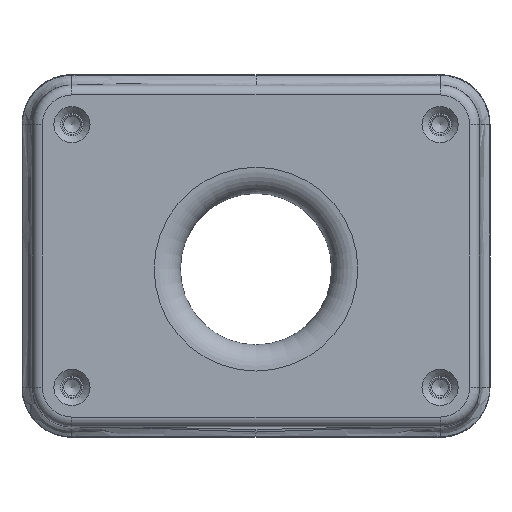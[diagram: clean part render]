
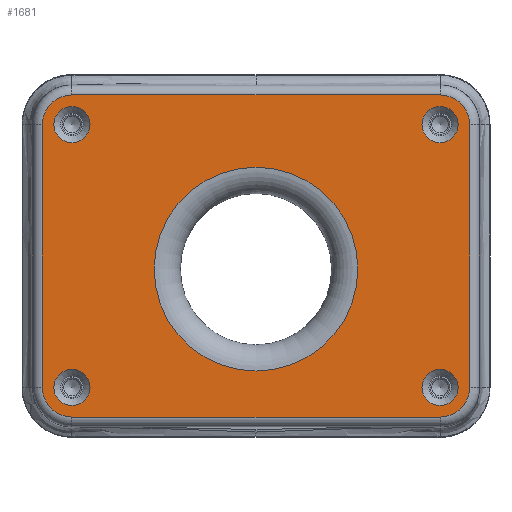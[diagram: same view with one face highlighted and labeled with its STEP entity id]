
A CAD part, front view. The second image highlights one B-rep face of the part: STEP entity #1681.
In plain terms, the highlighted planar face has unit normal (0, -1, 0).
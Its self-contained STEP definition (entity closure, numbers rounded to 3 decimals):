
#1681=ADVANCED_FACE('',(#5191,#5192,#5193,#5194,#5195,#5196),#2336,.F.);
#2336=PLANE('',#15581);
#2896=CIRCLE('',#15572,15.5);
#2897=CIRCLE('',#15573,2.75);
#2898=CIRCLE('',#15574,2.75);
#2899=CIRCLE('',#15575,2.75);
#2900=CIRCLE('',#15576,2.75);
#2901=CIRCLE('',#15577,4.5);
#2902=CIRCLE('',#15578,4.5);
#2903=CIRCLE('',#15579,4.5);
#2904=CIRCLE('',#15580,4.5);
#3640=LINE('',#26258,#4612);
#3641=LINE('',#26262,#4613);
#3642=LINE('',#26266,#4614);
#3643=LINE('',#26270,#4615);
#4612=VECTOR('',#18154,1.);
#4613=VECTOR('',#18157,1.);
#4614=VECTOR('',#18160,1.);
#4615=VECTOR('',#18163,1.);
#5191=FACE_BOUND('',#5842,.T.);
#5192=FACE_BOUND('',#5843,.T.);
#5193=FACE_BOUND('',#5844,.T.);
#5194=FACE_BOUND('',#5845,.T.);
#5195=FACE_BOUND('',#5846,.T.);
#5196=FACE_BOUND('',#5847,.T.);
#5842=EDGE_LOOP('',(#8601));
#5843=EDGE_LOOP('',(#8602));
#5844=EDGE_LOOP('',(#8603));
#5845=EDGE_LOOP('',(#8604));
#5846=EDGE_LOOP('',(#8605));
#5847=EDGE_LOOP('',(#8606,#8607,#8608,#8609,#8610,#8611,#8612,#8613));
#8601=ORIENTED_EDGE('',*,*,#13236,.T.);
#8602=ORIENTED_EDGE('',*,*,#13237,.T.);
#8603=ORIENTED_EDGE('',*,*,#13238,.T.);
#8604=ORIENTED_EDGE('',*,*,#13239,.T.);
#8605=ORIENTED_EDGE('',*,*,#13240,.T.);
#8606=ORIENTED_EDGE('',*,*,#13241,.T.);
#8607=ORIENTED_EDGE('',*,*,#13242,.T.);
#8608=ORIENTED_EDGE('',*,*,#13243,.T.);
#8609=ORIENTED_EDGE('',*,*,#13244,.T.);
#8610=ORIENTED_EDGE('',*,*,#13245,.T.);
#8611=ORIENTED_EDGE('',*,*,#13246,.T.);
#8612=ORIENTED_EDGE('',*,*,#13247,.T.);
#8613=ORIENTED_EDGE('',*,*,#13248,.T.);
#11457=VERTEX_POINT('',#26246);
#11458=VERTEX_POINT('',#26248);
#11459=VERTEX_POINT('',#26250);
#11460=VERTEX_POINT('',#26252);
#11461=VERTEX_POINT('',#26254);
#11462=VERTEX_POINT('',#26256);
#11463=VERTEX_POINT('',#26257);
#11464=VERTEX_POINT('',#26259);
#11465=VERTEX_POINT('',#26261);
#11466=VERTEX_POINT('',#26263);
#11467=VERTEX_POINT('',#26265);
#11468=VERTEX_POINT('',#26267);
#11469=VERTEX_POINT('',#26269);
#13236=EDGE_CURVE('',#11457,#11457,#2896,.T.);
#13237=EDGE_CURVE('',#11458,#11458,#2897,.T.);
#13238=EDGE_CURVE('',#11459,#11459,#2898,.T.);
#13239=EDGE_CURVE('',#11460,#11460,#2899,.T.);
#13240=EDGE_CURVE('',#11461,#11461,#2900,.T.);
#13241=EDGE_CURVE('',#11462,#11463,#2901,.T.);
#13242=EDGE_CURVE('',#11463,#11464,#3640,.T.);
#13243=EDGE_CURVE('',#11464,#11465,#2902,.T.);
#13244=EDGE_CURVE('',#11465,#11466,#3641,.T.);
#13245=EDGE_CURVE('',#11466,#11467,#2903,.T.);
#13246=EDGE_CURVE('',#11467,#11468,#3642,.T.);
#13247=EDGE_CURVE('',#11468,#11469,#2904,.T.);
#13248=EDGE_CURVE('',#11469,#11462,#3643,.T.);
#15572=AXIS2_PLACEMENT_3D('',#26245,#18142,#18143);
#15573=AXIS2_PLACEMENT_3D('',#26247,#18144,#18145);
#15574=AXIS2_PLACEMENT_3D('',#26249,#18146,#18147);
#15575=AXIS2_PLACEMENT_3D('',#26251,#18148,#18149);
#15576=AXIS2_PLACEMENT_3D('',#26253,#18150,#18151);
#15577=AXIS2_PLACEMENT_3D('',#26255,#18152,#18153);
#15578=AXIS2_PLACEMENT_3D('',#26260,#18155,#18156);
#15579=AXIS2_PLACEMENT_3D('',#26264,#18158,#18159);
#15580=AXIS2_PLACEMENT_3D('',#26268,#18161,#18162);
#15581=AXIS2_PLACEMENT_3D('',#26271,#18164,#18165);
#18142=DIRECTION('',(0.,1.,0.));
#18143=DIRECTION('',(0.,0.,1.));
#18144=DIRECTION('',(0.,1.,0.));
#18145=DIRECTION('',(0.,0.,1.));
#18146=DIRECTION('',(0.,1.,0.));
#18147=DIRECTION('',(0.,0.,1.));
#18148=DIRECTION('',(0.,1.,0.));
#18149=DIRECTION('',(0.,0.,1.));
#18150=DIRECTION('',(0.,1.,0.));
#18151=DIRECTION('',(0.,0.,1.));
#18152=DIRECTION('',(0.,-1.,0.));
#18153=DIRECTION('',(0.,0.,1.));
#18154=DIRECTION('',(-1.,0.,0.));
#18155=DIRECTION('',(0.,-1.,0.));
#18156=DIRECTION('',(0.,0.,1.));
#18157=DIRECTION('',(0.,0.,-1.));
#18158=DIRECTION('',(0.,-1.,0.));
#18159=DIRECTION('',(0.,0.,1.));
#18160=DIRECTION('',(1.,0.,0.));
#18161=DIRECTION('',(0.,-1.,0.));
#18162=DIRECTION('',(0.,0.,1.));
#18163=DIRECTION('',(0.,0.,1.));
#18164=DIRECTION('',(0.,1.,0.));
#18165=DIRECTION('',(0.,0.,1.));
#26245=CARTESIAN_POINT('',(0.,-89.25,20.));
#26246=CARTESIAN_POINT('',(0.,-89.25,35.5));
#26247=CARTESIAN_POINT('',(28.,-89.25,42.));
#26248=CARTESIAN_POINT('',(28.,-89.25,44.75));
#26249=CARTESIAN_POINT('',(28.,-89.25,2.));
#26250=CARTESIAN_POINT('',(28.,-89.25,4.75));
#26251=CARTESIAN_POINT('',(-28.,-89.25,42.));
#26252=CARTESIAN_POINT('',(-28.,-89.25,44.75));
#26253=CARTESIAN_POINT('',(-28.,-89.25,2.));
#26254=CARTESIAN_POINT('',(-28.,-89.25,4.75));
#26255=CARTESIAN_POINT('',(28.,-89.25,42.));
#26256=CARTESIAN_POINT('',(32.5,-89.25,42.));
#26257=CARTESIAN_POINT('',(28.,-89.25,46.5));
#26258=CARTESIAN_POINT('',(-28.,-89.25,46.5));
#26259=CARTESIAN_POINT('',(-28.,-89.25,46.5));
#26260=CARTESIAN_POINT('',(-28.,-89.25,42.));
#26261=CARTESIAN_POINT('',(-32.5,-89.25,42.));
#26262=CARTESIAN_POINT('',(-32.5,-89.25,2.));
#26263=CARTESIAN_POINT('',(-32.5,-89.25,2.));
#26264=CARTESIAN_POINT('',(-28.,-89.25,2.));
#26265=CARTESIAN_POINT('',(-28.,-89.25,-2.5));
#26266=CARTESIAN_POINT('',(-28.,-89.25,-2.5));
#26267=CARTESIAN_POINT('',(28.,-89.25,-2.5));
#26268=CARTESIAN_POINT('',(28.,-89.25,2.));
#26269=CARTESIAN_POINT('',(32.5,-89.25,2.));
#26270=CARTESIAN_POINT('',(32.5,-89.25,2.));
#26271=CARTESIAN_POINT('',(-28.,-89.25,2.));
